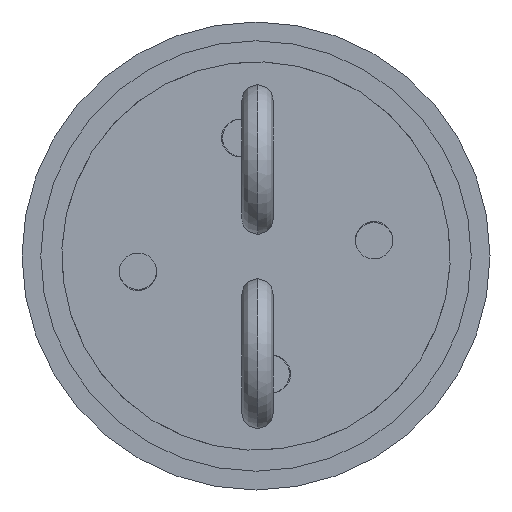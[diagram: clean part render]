
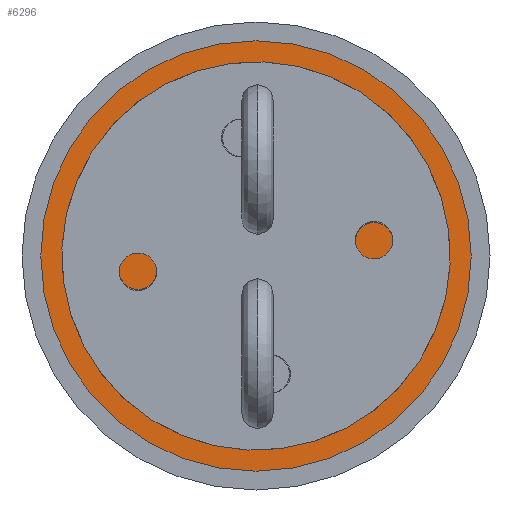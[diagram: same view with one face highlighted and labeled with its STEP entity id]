
A CAD part, front view. The second image highlights one B-rep face of the part: STEP entity #6296.
In plain terms, the highlighted planar face has unit normal (0, -1, 0).
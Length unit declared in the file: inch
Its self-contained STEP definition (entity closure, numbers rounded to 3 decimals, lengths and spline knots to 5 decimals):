
#142 = CARTESIAN_POINT ( 'NONE',  ( -0.0025, 0.11274, 0.00104 ) ) ;
#143 = DIRECTION ( 'NONE',  ( 0., 1., 0. ) ) ;
#144 = DIRECTION ( 'NONE',  ( 0., 0., 1. ) ) ;
#810 = DIRECTION ( 'NONE',  ( 0., 1., 0. ) ) ;
#813 = CARTESIAN_POINT ( 'NONE',  ( -0.0025, 0.11274, 0.00104 ) ) ;
#814 = FACE_BOUND ( 'NONE', #2305, .T. ) ;
#816 = FACE_OUTER_BOUND ( 'NONE', #2300, .T. ) ;
#817 = FACE_BOUND ( 'NONE', #2306, .T. ) ;
#818 = PLANE ( 'NONE',  #1106 ) ;
#820 = DIRECTION ( 'NONE',  ( 1., 0., 0. ) ) ;
#1106 = AXIS2_PLACEMENT_3D ( 'NONE', #813, #810, #820 ) ;
#1238 = AXIS2_PLACEMENT_3D ( 'NONE', #1647, #1648, #1649 ) ;
#1244 = CIRCLE ( 'NONE', #1238, 0.0935 ) ;
#1280 = AXIS2_PLACEMENT_3D ( 'NONE', #3607, #3608, #3609 ) ;
#1282 = CIRCLE ( 'NONE', #1280, 0.0935 ) ;
#1307 = AXIS2_PLACEMENT_3D ( 'NONE', #142, #143, #144 ) ;
#1309 = CIRCLE ( 'NONE', #1307, 0.3435 ) ;
#1363 = AXIS2_PLACEMENT_3D ( 'NONE', #10951, #10952, #10953 ) ;
#1365 = AXIS2_PLACEMENT_3D ( 'NONE', #10948, #10949, #10950 ) ;
#1367 = AXIS2_PLACEMENT_3D ( 'NONE', #10945, #10946, #10947 ) ;
#1368 = CIRCLE ( 'NONE', #1363, 0.0935 ) ;
#1370 = CIRCLE ( 'NONE', #1365, 0.3435 ) ;
#1372 = CIRCLE ( 'NONE', #1367, 0.0935 ) ;
#1647 = CARTESIAN_POINT ( 'NONE',  ( 0.00093, 0.11274, 0.15787 ) ) ;
#1648 = DIRECTION ( 'NONE',  ( 0., 1., 0. ) ) ;
#1649 = DIRECTION ( 'NONE',  ( 0., 0., 1. ) ) ;
#2300 = EDGE_LOOP ( 'NONE', ( #10566, #10565 ) ) ;
#2305 = EDGE_LOOP ( 'NONE', ( #10568, #10567 ) ) ;
#2306 = EDGE_LOOP ( 'NONE', ( #10564, #10563 ) ) ;
#3443 = CARTESIAN_POINT ( 'NONE',  ( 0.091, 0.11274, -0.15396 ) ) ;
#3445 = CARTESIAN_POINT ( 'NONE',  ( -0.096, 0.11274, -0.15396 ) ) ;
#3607 = CARTESIAN_POINT ( 'NONE',  ( -0.0025, 0.11274, -0.15396 ) ) ;
#3608 = DIRECTION ( 'NONE',  ( 0., 1., 0. ) ) ;
#3609 = DIRECTION ( 'NONE',  ( 0., 0., 1. ) ) ;
#4971 = CARTESIAN_POINT ( 'NONE',  ( -0.0025, 0.11274, 0.34454 ) ) ;
#4978 = CARTESIAN_POINT ( 'NONE',  ( -0.0025, 0.11274, -0.34246 ) ) ;
#4991 = CARTESIAN_POINT ( 'NONE',  ( -0.09202, 0.11274, 0.16797 ) ) ;
#4992 = CARTESIAN_POINT ( 'NONE',  ( 0.09388, 0.11274, 0.14776 ) ) ;
#5101 = EDGE_CURVE ( 'NONE', #9083, #9085, #1372, .T. ) ;
#5102 = EDGE_CURVE ( 'NONE', #8993, #8992, #1370, .T. ) ;
#5103 = EDGE_CURVE ( 'NONE', #9008, #9007, #1368, .T. ) ;
#5150 = EDGE_CURVE ( 'NONE', #8992, #8993, #1309, .T. ) ;
#5175 = EDGE_CURVE ( 'NONE', #9085, #9083, #1282, .T. ) ;
#6192 = EDGE_CURVE ( 'NONE', #9007, #9008, #1244, .T. ) ;
#6296 = ADVANCED_FACE ( 'NONE', ( #814, #816, #817 ), #818, .F. ) ;
#8992 = VERTEX_POINT ( 'NONE', #4978 ) ;
#8993 = VERTEX_POINT ( 'NONE', #4971 ) ;
#9007 = VERTEX_POINT ( 'NONE', #4991 ) ;
#9008 = VERTEX_POINT ( 'NONE', #4992 ) ;
#9083 = VERTEX_POINT ( 'NONE', #3443 ) ;
#9085 = VERTEX_POINT ( 'NONE', #3445 ) ;
#10563 = ORIENTED_EDGE ( 'NONE', *, *, #5101, .T. ) ;
#10564 = ORIENTED_EDGE ( 'NONE', *, *, #5175, .T. ) ;
#10565 = ORIENTED_EDGE ( 'NONE', *, *, #5150, .F. ) ;
#10566 = ORIENTED_EDGE ( 'NONE', *, *, #5102, .F. ) ;
#10567 = ORIENTED_EDGE ( 'NONE', *, *, #5103, .T. ) ;
#10568 = ORIENTED_EDGE ( 'NONE', *, *, #6192, .T. ) ;
#10945 = CARTESIAN_POINT ( 'NONE',  ( -0.0025, 0.11274, -0.15396 ) ) ;
#10946 = DIRECTION ( 'NONE',  ( 0., 1., 0. ) ) ;
#10947 = DIRECTION ( 'NONE',  ( 0., 0., 1. ) ) ;
#10948 = CARTESIAN_POINT ( 'NONE',  ( -0.0025, 0.11274, 0.00104 ) ) ;
#10949 = DIRECTION ( 'NONE',  ( 0., 1., 0. ) ) ;
#10950 = DIRECTION ( 'NONE',  ( 0., 0., 1. ) ) ;
#10951 = CARTESIAN_POINT ( 'NONE',  ( 0.00093, 0.11274, 0.15787 ) ) ;
#10952 = DIRECTION ( 'NONE',  ( 0., 1., 0. ) ) ;
#10953 = DIRECTION ( 'NONE',  ( 0., 0., 1. ) ) ;
